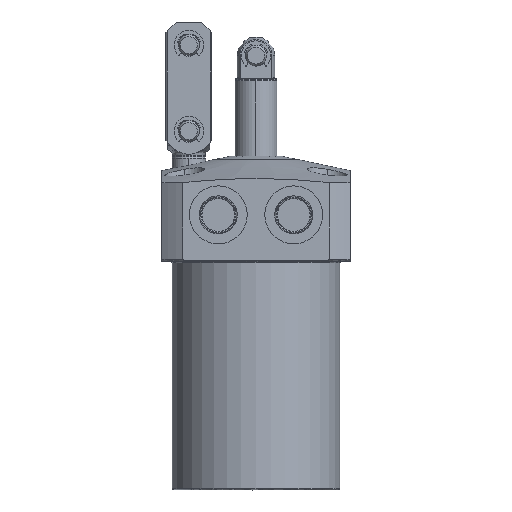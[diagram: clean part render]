
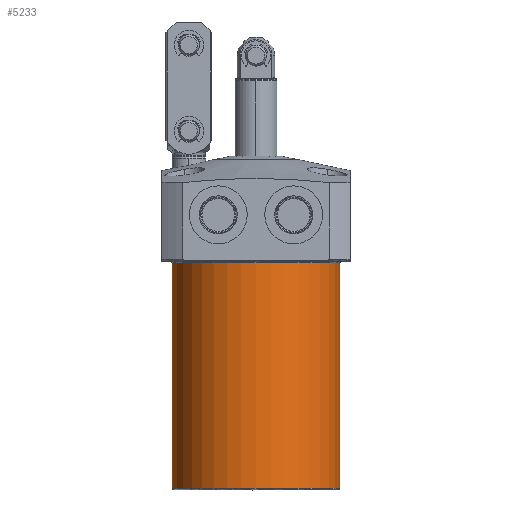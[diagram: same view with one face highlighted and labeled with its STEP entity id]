
A CAD part, top view. The second image highlights one B-rep face of the part: STEP entity #5233.
In plain terms, the highlighted cylindrical face has radius 20 mm (diameter 40 mm), a partial arc.
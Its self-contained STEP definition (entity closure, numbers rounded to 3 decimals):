
#693 = AXIS2_PLACEMENT_3D ( 'NONE', #9586, #9602, #9608 ) ;
#844 = AXIS2_PLACEMENT_3D ( 'NONE', #1513, #1514, #1515 ) ;
#1512 = DIRECTION ( 'NONE',  ( 0., 1., 0. ) ) ;
#1513 = CARTESIAN_POINT ( 'NONE',  ( 0., -78.3, 0. ) ) ;
#1514 = DIRECTION ( 'NONE',  ( 0., 1., 0. ) ) ;
#1515 = DIRECTION ( 'NONE',  ( -1., 0., 0. ) ) ;
#1517 = CARTESIAN_POINT ( 'NONE',  ( -20., 0., 0. ) ) ;
#1524 = CARTESIAN_POINT ( 'NONE',  ( 20., 0., 0. ) ) ;
#1530 = DIRECTION ( 'NONE',  ( 0., 1., 0. ) ) ;
#2570 = AXIS2_PLACEMENT_3D ( 'NONE', #3519, #3520, #3521 ) ;
#3519 = CARTESIAN_POINT ( 'NONE',  ( 0., -24.6, 0. ) ) ;
#3520 = DIRECTION ( 'NONE',  ( 0., -1., 0. ) ) ;
#3521 = DIRECTION ( 'NONE',  ( -1., 0., 0. ) ) ;
#3801 = CARTESIAN_POINT ( 'NONE',  ( 20., -24.6, 0. ) ) ;
#3806 = CARTESIAN_POINT ( 'NONE',  ( -20., -78.3, 0. ) ) ;
#3828 = CARTESIAN_POINT ( 'NONE',  ( 20., -78.3, 0. ) ) ;
#3840 = CARTESIAN_POINT ( 'NONE',  ( -20., -24.6, 0. ) ) ;
#5051 = EDGE_LOOP ( 'NONE', ( #6509, #6637, #6502, #6500 ) ) ;
#5233 = ADVANCED_FACE ( 'NONE', ( #10072 ), #10071, .T. ) ;
#6500 = ORIENTED_EDGE ( 'NONE', *, *, #7173, .F. ) ;
#6502 = ORIENTED_EDGE ( 'NONE', *, *, #7496, .T. ) ;
#6509 = ORIENTED_EDGE ( 'NONE', *, *, #7171, .T. ) ;
#6637 = ORIENTED_EDGE ( 'NONE', *, *, #7177, .T. ) ;
#7171 = EDGE_CURVE ( 'NONE', #8403, #8449, #9799, .T. ) ;
#7173 = EDGE_CURVE ( 'NONE', #8403, #8522, #9802, .T. ) ;
#7177 = EDGE_CURVE ( 'NONE', #8449, #8405, #9808, .T. ) ;
#7496 = EDGE_CURVE ( 'NONE', #8405, #8522, #8594, .T. ) ;
#8403 = VERTEX_POINT ( 'NONE', #3806 ) ;
#8405 = VERTEX_POINT ( 'NONE', #3801 ) ;
#8449 = VERTEX_POINT ( 'NONE', #3828 ) ;
#8522 = VERTEX_POINT ( 'NONE', #3840 ) ;
#8594 = CIRCLE ( 'NONE', #2570, 20. ) ;
#9586 = CARTESIAN_POINT ( 'NONE',  ( 0., 0., 0. ) ) ;
#9602 = DIRECTION ( 'NONE',  ( 0., 1., 0. ) ) ;
#9608 = DIRECTION ( 'NONE',  ( -1., 0., 0. ) ) ;
#9799 = CIRCLE ( 'NONE', #844, 20. ) ;
#9802 = LINE ( 'NONE', #1517, #9805 ) ;
#9805 = VECTOR ( 'NONE', #1512, 1000. ) ;
#9808 = LINE ( 'NONE', #1524, #9812 ) ;
#9812 = VECTOR ( 'NONE', #1530, 1000. ) ;
#10071 = CYLINDRICAL_SURFACE ( 'NONE', #693, 20. ) ;
#10072 = FACE_OUTER_BOUND ( 'NONE', #5051, .T. ) ;
